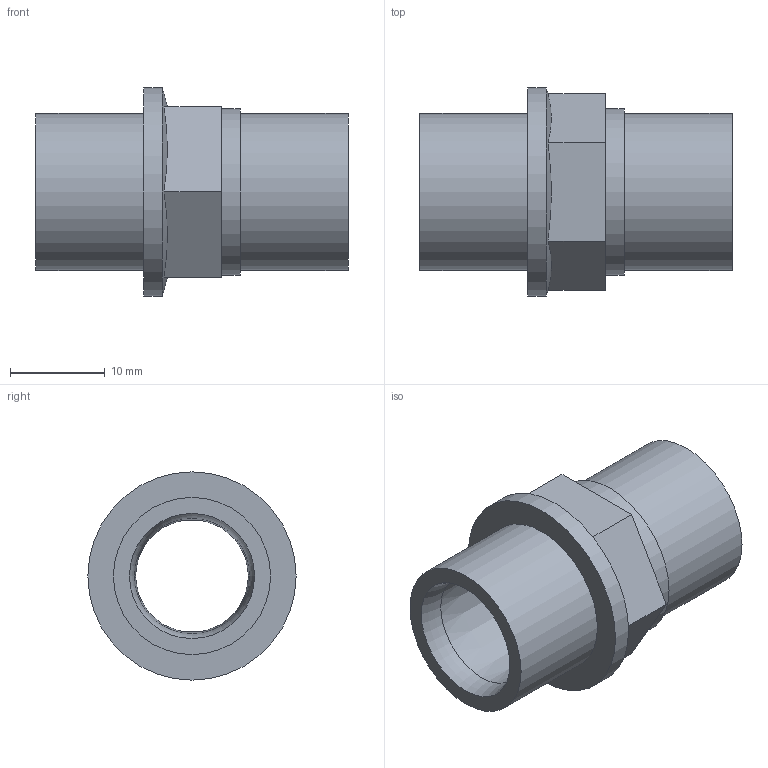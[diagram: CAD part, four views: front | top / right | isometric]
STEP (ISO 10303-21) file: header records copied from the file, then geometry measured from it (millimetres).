
FILE_DESCRIPTION(/* description */ (''),/* implementation_level */ '2;1');
FILE_NAME(/* name */ 'NFV038.ipt.stp',/* time_stamp */ '2013-10-01T14:48:08+02:00',/* author */ ('bfaro'),/* organization */ (''),/* preprocessor_version */ 'ST-DEVELOPER v15.2',/* originating_system */ 'Autodesk Inventor 2014',/* authorisation */ '');
FILE_SCHEMA (('AUTOMOTIVE_DESIGN { 1 0 10303 214 3 1 1 }'));
Length unit declared in the file: millimetre
Products named in the file (1): NFV038
Bounding box: 33 x 22 x 22 mm (x, y, z)
Volume: 4154.7 mm3; surface area: 3546.3 mm2
Topology: 1 solids, 1 shells, 21 faces, 50 edges, 34 vertices
Faces by surface type: plane 11, cylinder 5, cone 3, torus 2
Full cylindrical faces by diameter (mm): 11.902 x1, 16.6 x2, 17.6 x1, 22 x1
Entity records: 568 total; most frequent: CARTESIAN_POINT 116, DIRECTION 84, ORIENTED_EDGE 76, EDGE_CURVE 38, EDGE_LOOP 36, AXIS2_PLACEMENT_3D 36, VERTEX_POINT 32, FACE_OUTER_BOUND 21
